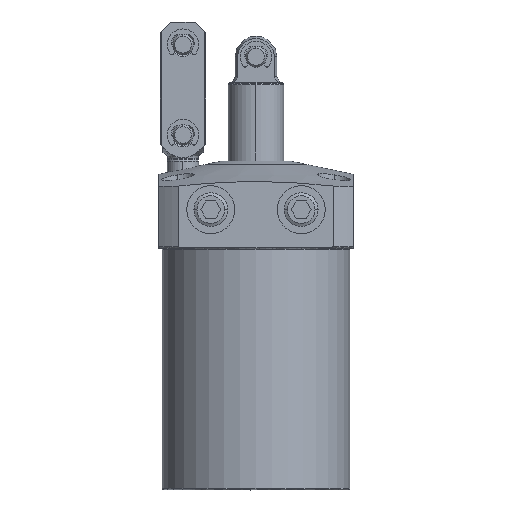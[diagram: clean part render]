
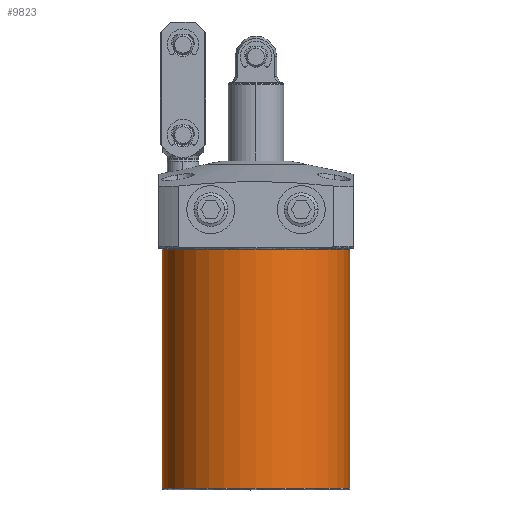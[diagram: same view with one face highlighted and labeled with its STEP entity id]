
A CAD part, top view. The second image highlights one B-rep face of the part: STEP entity #9823.
In plain terms, the highlighted cylindrical face has radius 27 mm (diameter 54 mm), a partial arc.
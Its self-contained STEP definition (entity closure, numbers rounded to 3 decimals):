
#1929 = EDGE_CURVE ( 'NONE', #10887, #7939, #6299, .T. ) ;
#1943 = EDGE_CURVE ( 'NONE', #10890, #4537, #6273, .T. ) ;
#1944 = EDGE_CURVE ( 'NONE', #4537, #10887, #6271, .T. ) ;
#1945 = EDGE_CURVE ( 'NONE', #10890, #7939, #6270, .T. ) ;
#3224 = AXIS2_PLACEMENT_3D ( 'NONE', #8674, #8658, #8657 ) ;
#4408 = EDGE_LOOP ( 'NONE', ( #10505, #10504, #10503, #10502 ) ) ;
#4537 = VERTEX_POINT ( 'NONE', #7460 ) ;
#4725 = DIRECTION ( 'NONE',  ( 0., 1., 0. ) ) ;
#4726 = CARTESIAN_POINT ( 'NONE',  ( -27., 0., 0. ) ) ;
#4727 = DIRECTION ( 'NONE',  ( -1., 0., 0. ) ) ;
#4728 = DIRECTION ( 'NONE',  ( 0., 1., 0. ) ) ;
#4729 = CARTESIAN_POINT ( 'NONE',  ( 0., -93., 0. ) ) ;
#4734 = DIRECTION ( 'NONE',  ( 0., 1., 0. ) ) ;
#4741 = CARTESIAN_POINT ( 'NONE',  ( 27., 0., 0. ) ) ;
#4889 = DIRECTION ( 'NONE',  ( -1., 0., 0. ) ) ;
#4890 = DIRECTION ( 'NONE',  ( 0., -1., 0. ) ) ;
#4891 = CARTESIAN_POINT ( 'NONE',  ( 0., -24.3, 0. ) ) ;
#5344 = AXIS2_PLACEMENT_3D ( 'NONE', #4891, #4890, #4889 ) ;
#5355 = AXIS2_PLACEMENT_3D ( 'NONE', #4729, #4728, #4727 ) ;
#5766 = FACE_OUTER_BOUND ( 'NONE', #4408, .T. ) ;
#5776 = CYLINDRICAL_SURFACE ( 'NONE', #3224, 27. ) ;
#6267 = VECTOR ( 'NONE', #4725, 1000. ) ;
#6269 = VECTOR ( 'NONE', #4734, 1000. ) ;
#6270 = LINE ( 'NONE', #4726, #6267 ) ;
#6271 = LINE ( 'NONE', #4741, #6269 ) ;
#6273 = CIRCLE ( 'NONE', #5355, 27. ) ;
#6299 = CIRCLE ( 'NONE', #5344, 27. ) ;
#7460 = CARTESIAN_POINT ( 'NONE',  ( 27., -93., 0. ) ) ;
#7939 = VERTEX_POINT ( 'NONE', #9092 ) ;
#8657 = DIRECTION ( 'NONE',  ( -1., 0., 0. ) ) ;
#8658 = DIRECTION ( 'NONE',  ( 0., 1., 0. ) ) ;
#8674 = CARTESIAN_POINT ( 'NONE',  ( 0., 0., 0. ) ) ;
#9043 = CARTESIAN_POINT ( 'NONE',  ( 27., -24.3, 0. ) ) ;
#9046 = CARTESIAN_POINT ( 'NONE',  ( -27., -93., 0. ) ) ;
#9092 = CARTESIAN_POINT ( 'NONE',  ( -27., -24.3, 0. ) ) ;
#9823 = ADVANCED_FACE ( 'NONE', ( #5766 ), #5776, .T. ) ;
#10502 = ORIENTED_EDGE ( 'NONE', *, *, #1945, .F. ) ;
#10503 = ORIENTED_EDGE ( 'NONE', *, *, #1929, .T. ) ;
#10504 = ORIENTED_EDGE ( 'NONE', *, *, #1944, .T. ) ;
#10505 = ORIENTED_EDGE ( 'NONE', *, *, #1943, .T. ) ;
#10887 = VERTEX_POINT ( 'NONE', #9043 ) ;
#10890 = VERTEX_POINT ( 'NONE', #9046 ) ;
